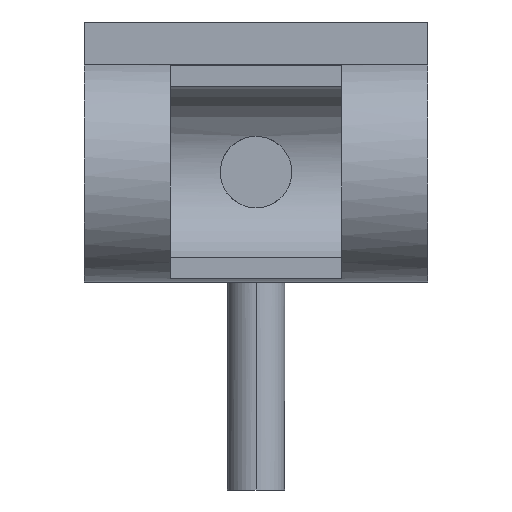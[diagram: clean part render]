
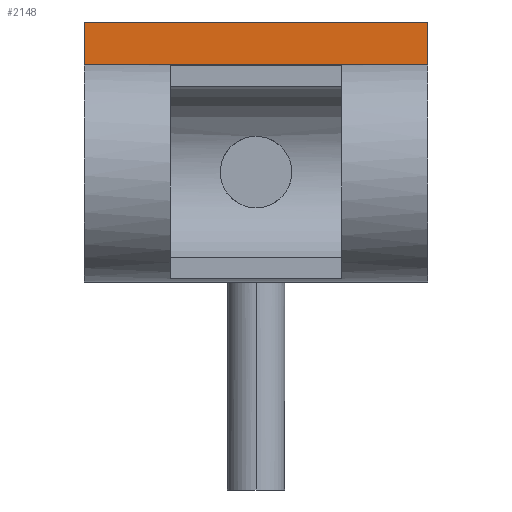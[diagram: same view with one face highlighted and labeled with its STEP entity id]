
A CAD part, front view. The second image highlights one B-rep face of the part: STEP entity #2148.
In plain terms, the highlighted planar face has unit normal (0, -1, 0).
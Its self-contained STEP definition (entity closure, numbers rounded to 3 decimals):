
#101 = LINE ( 'NONE', #878, #162 ) ;
#141 = EDGE_CURVE ( 'NONE', #2303, #763, #1425, .T. ) ;
#162 = VECTOR ( 'NONE', #1623, 1000. ) ;
#184 = EDGE_CURVE ( 'NONE', #2409, #763, #101, .T. ) ;
#285 = VECTOR ( 'NONE', #2009, 1000. ) ;
#294 = DIRECTION ( 'NONE',  ( 0., 0., -1. ) ) ;
#309 = DIRECTION ( 'NONE',  ( 0., 0., 1. ) ) ;
#431 = CARTESIAN_POINT ( 'NONE',  ( 60., -9., 37.433 ) ) ;
#513 = CARTESIAN_POINT ( 'NONE',  ( 60., -9., 52.433 ) ) ;
#593 = LINE ( 'NONE', #983, #679 ) ;
#679 = VECTOR ( 'NONE', #1553, 1000. ) ;
#680 = FACE_OUTER_BOUND ( 'NONE', #1459, .T. ) ;
#763 = VERTEX_POINT ( 'NONE', #1117 ) ;
#878 = CARTESIAN_POINT ( 'NONE',  ( 60., -9., 37.433 ) ) ;
#967 = VECTOR ( 'NONE', #294, 1000. ) ;
#983 = CARTESIAN_POINT ( 'NONE',  ( 60., -9., 52.433 ) ) ;
#1018 = CARTESIAN_POINT ( 'NONE',  ( 60., -9., 52.433 ) ) ;
#1021 = ORIENTED_EDGE ( 'NONE', *, *, #2224, .T. ) ;
#1115 = CARTESIAN_POINT ( 'NONE',  ( 60., -9., 52.433 ) ) ;
#1117 = CARTESIAN_POINT ( 'NONE',  ( -60., -9., 37.433 ) ) ;
#1268 = ORIENTED_EDGE ( 'NONE', *, *, #141, .T. ) ;
#1425 = LINE ( 'NONE', #1783, #285 ) ;
#1446 = DIRECTION ( 'NONE',  ( 0., 1., 0. ) ) ;
#1459 = EDGE_LOOP ( 'NONE', ( #1268, #2053, #2154, #1021 ) ) ;
#1553 = DIRECTION ( 'NONE',  ( -1., 0., 0. ) ) ;
#1612 = LINE ( 'NONE', #1018, #967 ) ;
#1623 = DIRECTION ( 'NONE',  ( -1., 0., 0. ) ) ;
#1698 = EDGE_CURVE ( 'NONE', #1970, #2409, #1612, .T. ) ;
#1783 = CARTESIAN_POINT ( 'NONE',  ( -60., -9., 52.433 ) ) ;
#1970 = VERTEX_POINT ( 'NONE', #1115 ) ;
#1983 = AXIS2_PLACEMENT_3D ( 'NONE', #513, #1446, #309 ) ;
#2000 = PLANE ( 'NONE',  #1983 ) ;
#2009 = DIRECTION ( 'NONE',  ( 0., 0., -1. ) ) ;
#2053 = ORIENTED_EDGE ( 'NONE', *, *, #184, .F. ) ;
#2148 = ADVANCED_FACE ( 'NONE', ( #680 ), #2000, .F. ) ;
#2154 = ORIENTED_EDGE ( 'NONE', *, *, #1698, .F. ) ;
#2224 = EDGE_CURVE ( 'NONE', #1970, #2303, #593, .T. ) ;
#2246 = CARTESIAN_POINT ( 'NONE',  ( -60., -9., 52.433 ) ) ;
#2303 = VERTEX_POINT ( 'NONE', #2246 ) ;
#2409 = VERTEX_POINT ( 'NONE', #431 ) ;
